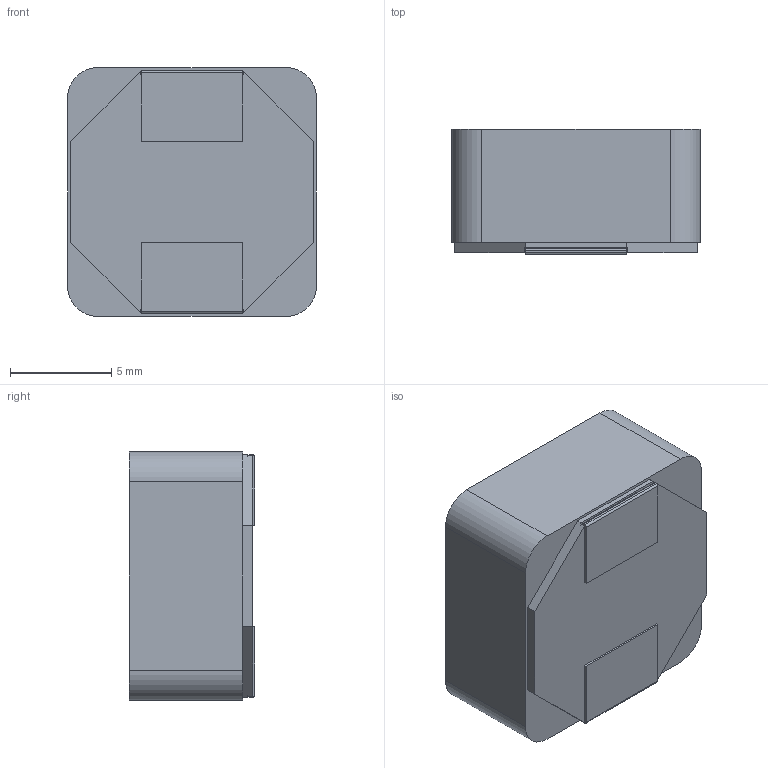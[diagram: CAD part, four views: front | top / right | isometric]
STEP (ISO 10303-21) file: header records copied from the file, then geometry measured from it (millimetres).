
FILE_DESCRIPTION (( 'STEP AP214' ), '1' );
FILE_NAME ('18CAC277-07AF-43D5-977A-C2BAE858D1BC.STEP', '2023-11-20T08:08:51', ( '' ), ( '' ), 'SwSTEP 2.0', 'SolidWorks 2022', '' );
FILE_SCHEMA (( 'AUTOMOTIVE_DESIGN' ));
Length unit declared in the file: millimetre
Products named in the file (1): 18CAC277-07AF-43D5-977A-C2BAE858D1BC
Bounding box: 12.3 x 6.2 x 12.3 mm (x, y, z)
Surface area: 1018.1 mm2 (no closed solid volume)
Topology: 0 solids, 80 shells, 115 faces, 856 edges, 822 vertices
Faces by surface type: plane 79, bspline 24, cylinder 12
Entity records: 12794 total; most frequent: CARTESIAN_POINT 7393, ORIENTED_EDGE 954, EDGE_CURVE 856, VERTEX_POINT 822, DIRECTION 622, B_SPLINE_CURVE_WITH_KNOTS 458, LINE 358, VECTOR 358
